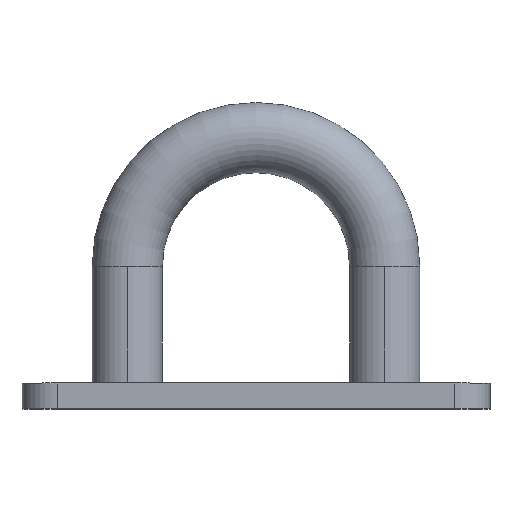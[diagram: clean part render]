
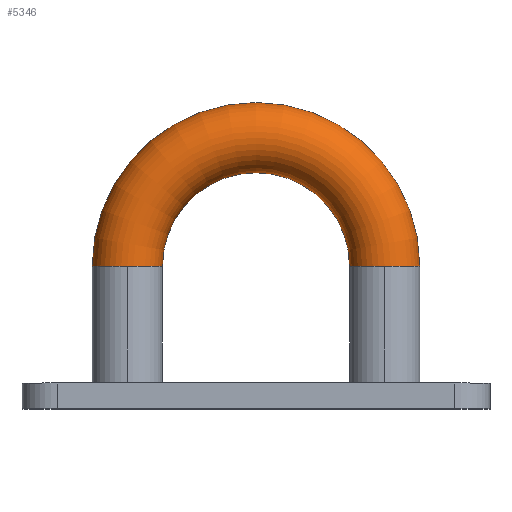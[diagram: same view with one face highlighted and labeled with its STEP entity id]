
A CAD part, top view. The second image highlights one B-rep face of the part: STEP entity #5346.
In plain terms, the highlighted toroidal (fillet/blend) face has major radius 11 mm and minor radius 3 mm.
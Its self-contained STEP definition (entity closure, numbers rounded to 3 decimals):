
#213 = DIRECTION ( 'NONE',  ( 0., 0., -1. ) ) ;
#235 = DIRECTION ( 'NONE',  ( 0., 0., -1. ) ) ;
#316 = VERTEX_POINT ( 'NONE', #789 ) ;
#777 = EDGE_CURVE ( 'NONE', #3674, #10600, #4147, .T. ) ;
#789 = CARTESIAN_POINT ( 'NONE',  ( 8., 12.2, 0. ) ) ;
#1513 = CIRCLE ( 'NONE', #9219, 8. ) ;
#2386 = CARTESIAN_POINT ( 'NONE',  ( 0., 12.2, 0. ) ) ;
#2477 = AXIS2_PLACEMENT_3D ( 'NONE', #5826, #12675, #213 ) ;
#3196 = CARTESIAN_POINT ( 'NONE',  ( -8., 12.2, 0. ) ) ;
#3433 = AXIS2_PLACEMENT_3D ( 'NONE', #8269, #4903, #10597 ) ;
#3674 = VERTEX_POINT ( 'NONE', #4309 ) ;
#3719 = AXIS2_PLACEMENT_3D ( 'NONE', #9414, #6094, #13930 ) ;
#3807 = AXIS2_PLACEMENT_3D ( 'NONE', #5290, #13127, #7544 ) ;
#4134 = ORIENTED_EDGE ( 'NONE', *, *, #12502, .F. ) ;
#4147 = CIRCLE ( 'NONE', #2477, 3. ) ;
#4193 = CARTESIAN_POINT ( 'NONE',  ( -11., 12.2, 3. ) ) ;
#4198 = EDGE_CURVE ( 'NONE', #13438, #9780, #13328, .T. ) ;
#4309 = CARTESIAN_POINT ( 'NONE',  ( 11., 12.2, 3. ) ) ;
#4454 = EDGE_CURVE ( 'NONE', #316, #3674, #7195, .T. ) ;
#4500 = CIRCLE ( 'NONE', #3433, 14. ) ;
#4553 = AXIS2_PLACEMENT_3D ( 'NONE', #2386, #235, #10197 ) ;
#4710 = VERTEX_POINT ( 'NONE', #7924 ) ;
#4737 = EDGE_LOOP ( 'NONE', ( #10674, #4134, #10866, #7109, #11519, #6777 ) ) ;
#4903 = DIRECTION ( 'NONE',  ( 0., 0., -1. ) ) ;
#5290 = CARTESIAN_POINT ( 'NONE',  ( -11., 12.2, 0. ) ) ;
#5346 = ADVANCED_FACE ( 'NONE', ( #12786 ), #7871, .T. ) ;
#5704 = CARTESIAN_POINT ( 'NONE',  ( 14., 12.2, 0. ) ) ;
#5826 = CARTESIAN_POINT ( 'NONE',  ( 11., 12.2, 0. ) ) ;
#6094 = DIRECTION ( 'NONE',  ( 0., 1., 0. ) ) ;
#6777 = ORIENTED_EDGE ( 'NONE', *, *, #777, .T. ) ;
#7109 = ORIENTED_EDGE ( 'NONE', *, *, #11915, .T. ) ;
#7195 = CIRCLE ( 'NONE', #3719, 3. ) ;
#7299 = CIRCLE ( 'NONE', #10449, 3. ) ;
#7544 = DIRECTION ( 'NONE',  ( 0., 0., -1. ) ) ;
#7871 = TOROIDAL_SURFACE ( 'NONE', #4553, 11., 3. ) ;
#7924 = CARTESIAN_POINT ( 'NONE',  ( -14., 12.2, 0. ) ) ;
#8124 = DIRECTION ( 'NONE',  ( 0., 0., -1. ) ) ;
#8181 = CARTESIAN_POINT ( 'NONE',  ( -11., 12.2, 0. ) ) ;
#8269 = CARTESIAN_POINT ( 'NONE',  ( 0., 12.2, 0. ) ) ;
#8973 = DIRECTION ( 'NONE',  ( -1., 0., 0. ) ) ;
#9219 = AXIS2_PLACEMENT_3D ( 'NONE', #12361, #10160, #8973 ) ;
#9414 = CARTESIAN_POINT ( 'NONE',  ( 11., 12.2, 0. ) ) ;
#9780 = VERTEX_POINT ( 'NONE', #4193 ) ;
#10160 = DIRECTION ( 'NONE',  ( 0., 0., -1. ) ) ;
#10197 = DIRECTION ( 'NONE',  ( -1., 0., 0. ) ) ;
#10449 = AXIS2_PLACEMENT_3D ( 'NONE', #8181, #12536, #8124 ) ;
#10597 = DIRECTION ( 'NONE',  ( -1., 0., 0. ) ) ;
#10600 = VERTEX_POINT ( 'NONE', #5704 ) ;
#10674 = ORIENTED_EDGE ( 'NONE', *, *, #11633, .F. ) ;
#10866 = ORIENTED_EDGE ( 'NONE', *, *, #4198, .F. ) ;
#11519 = ORIENTED_EDGE ( 'NONE', *, *, #4454, .T. ) ;
#11633 = EDGE_CURVE ( 'NONE', #4710, #10600, #4500, .T. ) ;
#11915 = EDGE_CURVE ( 'NONE', #13438, #316, #1513, .T. ) ;
#12361 = CARTESIAN_POINT ( 'NONE',  ( 0., 12.2, 0. ) ) ;
#12502 = EDGE_CURVE ( 'NONE', #9780, #4710, #7299, .T. ) ;
#12536 = DIRECTION ( 'NONE',  ( 0., -1., 0. ) ) ;
#12675 = DIRECTION ( 'NONE',  ( 0., 1., 0. ) ) ;
#12786 = FACE_OUTER_BOUND ( 'NONE', #4737, .T. ) ;
#13127 = DIRECTION ( 'NONE',  ( 0., -1., 0. ) ) ;
#13328 = CIRCLE ( 'NONE', #3807, 3. ) ;
#13438 = VERTEX_POINT ( 'NONE', #3196 ) ;
#13930 = DIRECTION ( 'NONE',  ( 0., 0., -1. ) ) ;
